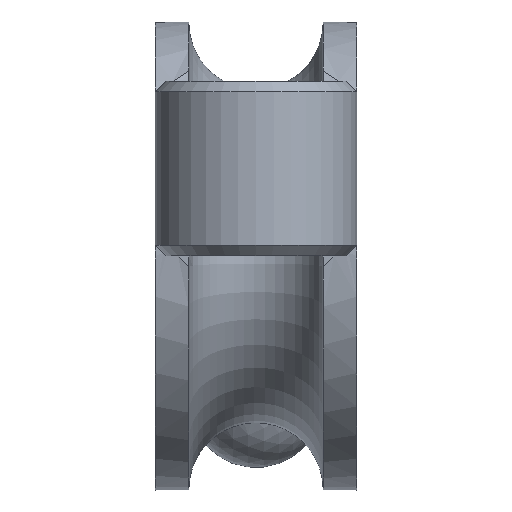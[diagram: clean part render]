
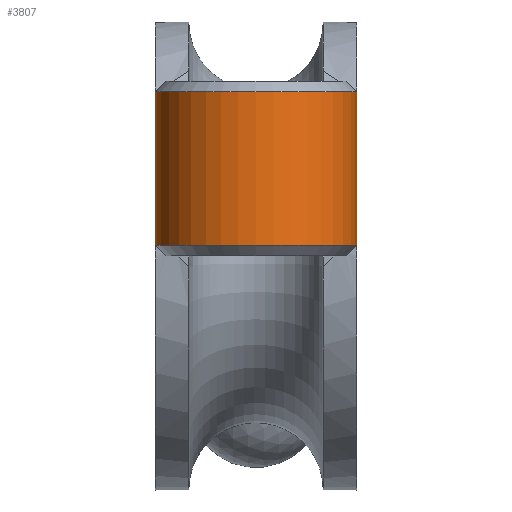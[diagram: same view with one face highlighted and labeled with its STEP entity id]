
A CAD part, left-side view. The second image highlights one B-rep face of the part: STEP entity #3807.
In plain terms, the highlighted cylindrical face has radius 7.5 mm (diameter 15 mm), a partial arc.
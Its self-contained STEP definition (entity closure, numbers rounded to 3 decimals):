
#1913 = PLANE('',#1914);
#1914 = AXIS2_PLACEMENT_3D('',#1915,#1916,#1917);
#1915 = CARTESIAN_POINT('',(148.242,-284.5,42.635));
#1916 = DIRECTION('',(0.,1.,0.));
#1917 = DIRECTION('',(0.,0.,-1.));
#2472 = PLANE('',#2473);
#2473 = AXIS2_PLACEMENT_3D('',#2474,#2475,#2476);
#2474 = CARTESIAN_POINT('',(148.242,-299.5,42.635));
#2475 = DIRECTION('',(0.,-1.,0.));
#2476 = DIRECTION('',(1.,0.,0.));
#3106 = CONICAL_SURFACE('',#3107,7.5,0.785);
#3107 = AXIS2_PLACEMENT_3D('',#3108,#3109,#3110);
#3108 = CARTESIAN_POINT('',(130.6,-292.,42.3));
#3109 = DIRECTION('',(0.,0.,1.));
#3110 = DIRECTION('',(0.,1.,0.));
#3145 = VERTEX_POINT('',#3146);
#3146 = CARTESIAN_POINT('',(130.6,-284.5,42.3));
#3191 = EDGE_CURVE('',#3145,#3192,#3194,.T.);
#3192 = VERTEX_POINT('',#3193);
#3193 = CARTESIAN_POINT('',(130.6,-284.5,53.7));
#3194 = SURFACE_CURVE('',#3195,(#3199,#3206),.PCURVE_S1.);
#3195 = LINE('',#3196,#3197);
#3196 = CARTESIAN_POINT('',(130.6,-284.5,41.5));
#3197 = VECTOR('',#3198,1.);
#3198 = DIRECTION('',(0.,0.,1.));
#3199 = PCURVE('',#1913,#3200);
#3200 = DEFINITIONAL_REPRESENTATION('',(#3201),#3205);
#3201 = LINE('',#3202,#3203);
#3202 = CARTESIAN_POINT('',(1.135,17.642));
#3203 = VECTOR('',#3204,1.);
#3204 = DIRECTION('',(-1.,0.));
#3205 = ( GEOMETRIC_REPRESENTATION_CONTEXT(2) 
PARAMETRIC_REPRESENTATION_CONTEXT() REPRESENTATION_CONTEXT('2D SPACE',''
  ) );
#3206 = PCURVE('',#3207,#3212);
#3207 = CYLINDRICAL_SURFACE('',#3208,7.5);
#3208 = AXIS2_PLACEMENT_3D('',#3209,#3210,#3211);
#3209 = CARTESIAN_POINT('',(130.6,-292.,41.5));
#3210 = DIRECTION('',(0.,0.,-1.));
#3211 = DIRECTION('',(1.,0.,0.));
#3212 = DEFINITIONAL_REPRESENTATION('',(#3213),#3217);
#3213 = LINE('',#3214,#3215);
#3214 = CARTESIAN_POINT('',(-1.571,0.));
#3215 = VECTOR('',#3216,1.);
#3216 = DIRECTION('',(-0.,-1.));
#3217 = ( GEOMETRIC_REPRESENTATION_CONTEXT(2) 
PARAMETRIC_REPRESENTATION_CONTEXT() REPRESENTATION_CONTEXT('2D SPACE',''
  ) );
#3398 = CONICAL_SURFACE('',#3399,7.5,0.785);
#3399 = AXIS2_PLACEMENT_3D('',#3400,#3401,#3402);
#3400 = CARTESIAN_POINT('',(130.6,-292.,53.7));
#3401 = DIRECTION('',(0.,0.,-1.));
#3402 = DIRECTION('',(0.,1.,0.));
#3565 = VERTEX_POINT('',#3566);
#3566 = CARTESIAN_POINT('',(130.6,-299.5,42.3));
#3613 = EDGE_CURVE('',#3565,#3614,#3616,.T.);
#3614 = VERTEX_POINT('',#3615);
#3615 = CARTESIAN_POINT('',(130.6,-299.5,53.7));
#3616 = SURFACE_CURVE('',#3617,(#3621,#3628),.PCURVE_S1.);
#3617 = LINE('',#3618,#3619);
#3618 = CARTESIAN_POINT('',(130.6,-299.5,41.5));
#3619 = VECTOR('',#3620,1.);
#3620 = DIRECTION('',(0.,0.,1.));
#3621 = PCURVE('',#2472,#3622);
#3622 = DEFINITIONAL_REPRESENTATION('',(#3623),#3627);
#3623 = LINE('',#3624,#3625);
#3624 = CARTESIAN_POINT('',(-17.642,-1.135));
#3625 = VECTOR('',#3626,1.);
#3626 = DIRECTION('',(0.,1.));
#3627 = ( GEOMETRIC_REPRESENTATION_CONTEXT(2) 
PARAMETRIC_REPRESENTATION_CONTEXT() REPRESENTATION_CONTEXT('2D SPACE',''
  ) );
#3628 = PCURVE('',#3207,#3629);
#3629 = DEFINITIONAL_REPRESENTATION('',(#3630),#3634);
#3630 = LINE('',#3631,#3632);
#3631 = CARTESIAN_POINT('',(-4.712,0.));
#3632 = VECTOR('',#3633,1.);
#3633 = DIRECTION('',(-0.,-1.));
#3634 = ( GEOMETRIC_REPRESENTATION_CONTEXT(2) 
PARAMETRIC_REPRESENTATION_CONTEXT() REPRESENTATION_CONTEXT('2D SPACE',''
  ) );
#3779 = EDGE_CURVE('',#3145,#3565,#3780,.T.);
#3780 = SURFACE_CURVE('',#3781,(#3786,#3793),.PCURVE_S1.);
#3781 = CIRCLE('',#3782,7.5);
#3782 = AXIS2_PLACEMENT_3D('',#3783,#3784,#3785);
#3783 = CARTESIAN_POINT('',(130.6,-292.,42.3));
#3784 = DIRECTION('',(0.,0.,1.));
#3785 = DIRECTION('',(0.,1.,0.));
#3786 = PCURVE('',#3106,#3787);
#3787 = DEFINITIONAL_REPRESENTATION('',(#3788),#3792);
#3788 = LINE('',#3789,#3790);
#3789 = CARTESIAN_POINT('',(0.,0.));
#3790 = VECTOR('',#3791,1.);
#3791 = DIRECTION('',(1.,0.));
#3792 = ( GEOMETRIC_REPRESENTATION_CONTEXT(2) 
PARAMETRIC_REPRESENTATION_CONTEXT() REPRESENTATION_CONTEXT('2D SPACE',''
  ) );
#3793 = PCURVE('',#3207,#3794);
#3794 = DEFINITIONAL_REPRESENTATION('',(#3795),#3799);
#3795 = LINE('',#3796,#3797);
#3796 = CARTESIAN_POINT('',(-1.571,-0.8));
#3797 = VECTOR('',#3798,1.);
#3798 = DIRECTION('',(-1.,0.));
#3799 = ( GEOMETRIC_REPRESENTATION_CONTEXT(2) 
PARAMETRIC_REPRESENTATION_CONTEXT() REPRESENTATION_CONTEXT('2D SPACE',''
  ) );
#3807 = ADVANCED_FACE('',(#3808),#3207,.T.);
#3808 = FACE_BOUND('',#3809,.F.);
#3809 = EDGE_LOOP('',(#3810,#3811,#3833,#3834));
#3810 = ORIENTED_EDGE('',*,*,#3191,.T.);
#3811 = ORIENTED_EDGE('',*,*,#3812,.T.);
#3812 = EDGE_CURVE('',#3192,#3614,#3813,.T.);
#3813 = SURFACE_CURVE('',#3814,(#3819,#3826),.PCURVE_S1.);
#3814 = CIRCLE('',#3815,7.5);
#3815 = AXIS2_PLACEMENT_3D('',#3816,#3817,#3818);
#3816 = CARTESIAN_POINT('',(130.6,-292.,53.7));
#3817 = DIRECTION('',(0.,0.,1.));
#3818 = DIRECTION('',(0.,1.,0.));
#3819 = PCURVE('',#3207,#3820);
#3820 = DEFINITIONAL_REPRESENTATION('',(#3821),#3825);
#3821 = LINE('',#3822,#3823);
#3822 = CARTESIAN_POINT('',(-1.571,-12.2));
#3823 = VECTOR('',#3824,1.);
#3824 = DIRECTION('',(-1.,0.));
#3825 = ( GEOMETRIC_REPRESENTATION_CONTEXT(2) 
PARAMETRIC_REPRESENTATION_CONTEXT() REPRESENTATION_CONTEXT('2D SPACE',''
  ) );
#3826 = PCURVE('',#3398,#3827);
#3827 = DEFINITIONAL_REPRESENTATION('',(#3828),#3832);
#3828 = LINE('',#3829,#3830);
#3829 = CARTESIAN_POINT('',(-0.,0.));
#3830 = VECTOR('',#3831,1.);
#3831 = DIRECTION('',(-1.,0.));
#3832 = ( GEOMETRIC_REPRESENTATION_CONTEXT(2) 
PARAMETRIC_REPRESENTATION_CONTEXT() REPRESENTATION_CONTEXT('2D SPACE',''
  ) );
#3833 = ORIENTED_EDGE('',*,*,#3613,.F.);
#3834 = ORIENTED_EDGE('',*,*,#3779,.F.);
